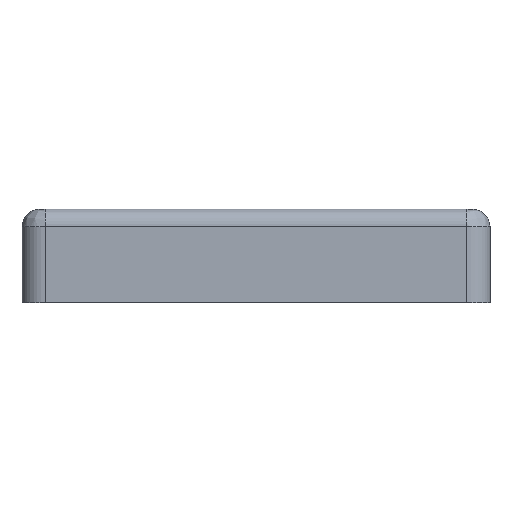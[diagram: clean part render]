
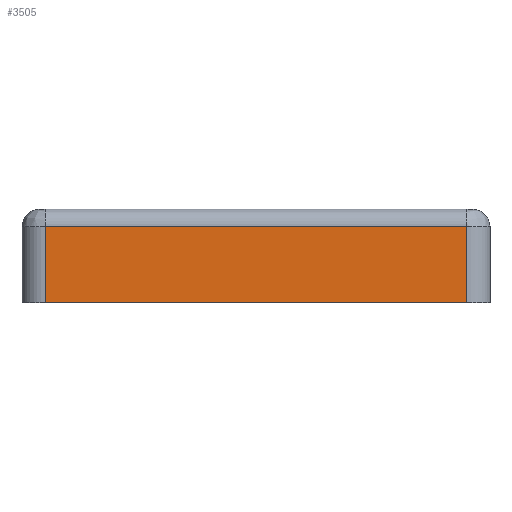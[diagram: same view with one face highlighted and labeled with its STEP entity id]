
A CAD part, front view. The second image highlights one B-rep face of the part: STEP entity #3505.
In plain terms, the highlighted planar face has unit normal (0, -1, 0).
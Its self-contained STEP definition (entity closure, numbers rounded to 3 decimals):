
#207 = EDGE_CURVE ( 'NONE', #11091, #7078, #7856, .T. ) ;
#722 = VECTOR ( 'NONE', #3973, 1000. ) ;
#1332 = PLANE ( 'NONE',  #15830 ) ;
#1787 = CARTESIAN_POINT ( 'NONE',  ( -36., -40., 13. ) ) ;
#2738 = ORIENTED_EDGE ( 'NONE', *, *, #11905, .F. ) ;
#3352 = CARTESIAN_POINT ( 'NONE',  ( 36., -40., 16. ) ) ;
#3505 = ADVANCED_FACE ( 'NONE', ( #4798 ), #1332, .F. ) ;
#3925 = VERTEX_POINT ( 'NONE', #1787 ) ;
#3973 = DIRECTION ( 'NONE',  ( 0., 0., 1. ) ) ;
#4798 = FACE_OUTER_BOUND ( 'NONE', #10445, .T. ) ;
#5068 = VECTOR ( 'NONE', #9238, 1000. ) ;
#6395 = CARTESIAN_POINT ( 'NONE',  ( 40., -40., 16. ) ) ;
#6726 = VECTOR ( 'NONE', #10890, 1000. ) ;
#6802 = EDGE_CURVE ( 'NONE', #14018, #11091, #7097, .T. ) ;
#6947 = CARTESIAN_POINT ( 'NONE',  ( -40., -40., 0. ) ) ;
#7078 = VERTEX_POINT ( 'NONE', #11727 ) ;
#7097 = LINE ( 'NONE', #3352, #6726 ) ;
#7655 = DIRECTION ( 'NONE',  ( 0., 0., 1. ) ) ;
#7856 = LINE ( 'NONE', #6947, #11214 ) ;
#8642 = ORIENTED_EDGE ( 'NONE', *, *, #207, .F. ) ;
#9238 = DIRECTION ( 'NONE',  ( 1., 0., 0. ) ) ;
#9644 = EDGE_CURVE ( 'NONE', #7078, #3925, #14175, .T. ) ;
#10253 = ORIENTED_EDGE ( 'NONE', *, *, #6802, .F. ) ;
#10445 = EDGE_LOOP ( 'NONE', ( #2738, #14535, #8642, #10253 ) ) ;
#10531 = CARTESIAN_POINT ( 'NONE',  ( -40., -40., 13. ) ) ;
#10890 = DIRECTION ( 'NONE',  ( 0., 0., -1. ) ) ;
#10975 = CARTESIAN_POINT ( 'NONE',  ( 36., -40., 13. ) ) ;
#11091 = VERTEX_POINT ( 'NONE', #13032 ) ;
#11214 = VECTOR ( 'NONE', #14567, 1000. ) ;
#11518 = CARTESIAN_POINT ( 'NONE',  ( -36., -40., 16. ) ) ;
#11727 = CARTESIAN_POINT ( 'NONE',  ( -36., -40., 0. ) ) ;
#11807 = LINE ( 'NONE', #10531, #5068 ) ;
#11905 = EDGE_CURVE ( 'NONE', #3925, #14018, #11807, .T. ) ;
#13032 = CARTESIAN_POINT ( 'NONE',  ( 36., -40., 0. ) ) ;
#14018 = VERTEX_POINT ( 'NONE', #10975 ) ;
#14175 = LINE ( 'NONE', #11518, #722 ) ;
#14535 = ORIENTED_EDGE ( 'NONE', *, *, #9644, .F. ) ;
#14567 = DIRECTION ( 'NONE',  ( -1., 0., 0. ) ) ;
#15288 = DIRECTION ( 'NONE',  ( 0., 1., 0. ) ) ;
#15830 = AXIS2_PLACEMENT_3D ( 'NONE', #6395, #15288, #7655 ) ;
